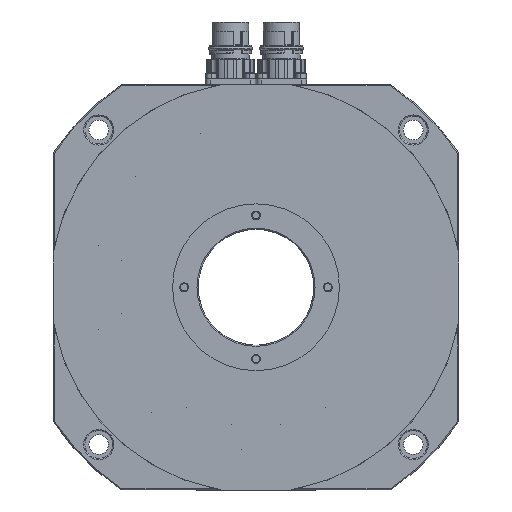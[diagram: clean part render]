
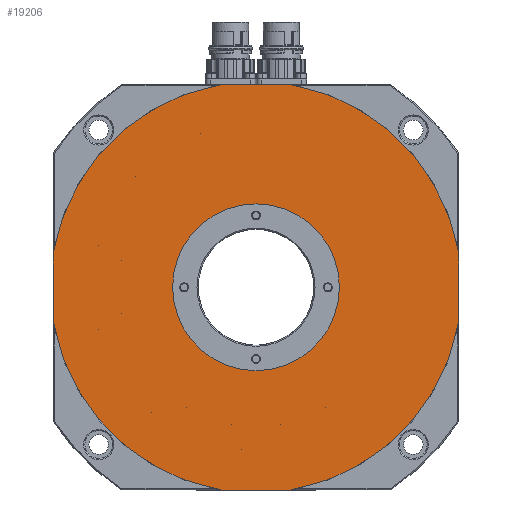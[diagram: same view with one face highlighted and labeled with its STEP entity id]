
A CAD part, left-side view. The second image highlights one B-rep face of the part: STEP entity #19206.
In plain terms, the highlighted planar face has unit normal (-1, 0, 0).
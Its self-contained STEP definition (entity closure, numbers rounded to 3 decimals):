
#217 = CIRCLE ( 'NONE', #43151, 36. ) ;
#2233 = EDGE_CURVE ( 'NONE', #69986, #17414, #58790, .T. ) ;
#3559 = EDGE_CURVE ( 'NONE', #113630, #34010, #77789, .T. ) ;
#4584 = CARTESIAN_POINT ( 'NONE',  ( -27.5, -87.5, 87.5 ) ) ;
#4841 = CIRCLE ( 'NONE', #90535, 36. ) ;
#5183 = CARTESIAN_POINT ( 'NONE',  ( -27.5, -87.5, 14.843 ) ) ;
#5259 = ORIENTED_EDGE ( 'NONE', *, *, #61671, .F. ) ;
#6103 = EDGE_CURVE ( 'NONE', #34010, #69986, #57094, .T. ) ;
#7877 = CIRCLE ( 'NONE', #24020, 88.75 ) ;
#8093 = CARTESIAN_POINT ( 'NONE',  ( -27.5, -14.843, -87.5 ) ) ;
#9538 = CARTESIAN_POINT ( 'NONE',  ( -27.5, 87.5, 87.5 ) ) ;
#12475 = EDGE_LOOP ( 'NONE', ( #107629, #17608, #15001, #28253, #67170, #38912, #109465, #74349 ) ) ;
#13191 = FACE_BOUND ( 'NONE', #117236, .T. ) ;
#13220 = DIRECTION ( 'NONE',  ( -1., 0., 0. ) ) ;
#13471 = VERTEX_POINT ( 'NONE', #56144 ) ;
#15001 = ORIENTED_EDGE ( 'NONE', *, *, #6103, .T. ) ;
#16326 = DIRECTION ( 'NONE',  ( 0., 0., 1. ) ) ;
#17414 = VERTEX_POINT ( 'NONE', #29855 ) ;
#17608 = ORIENTED_EDGE ( 'NONE', *, *, #3559, .T. ) ;
#19049 = LINE ( 'NONE', #100605, #24778 ) ;
#19206 = ADVANCED_FACE ( 'NONE', ( #103119, #13191 ), #21153, .T. ) ;
#19609 = DIRECTION ( 'NONE',  ( 0., 1., 0. ) ) ;
#20235 = CARTESIAN_POINT ( 'NONE',  ( -27.5, 0., 0. ) ) ;
#20473 = VECTOR ( 'NONE', #76850, 1000. ) ;
#21153 = PLANE ( 'NONE',  #56773 ) ;
#21457 = CARTESIAN_POINT ( 'NONE',  ( -27.5, 0., -36. ) ) ;
#24020 = AXIS2_PLACEMENT_3D ( 'NONE', #57173, #66311, #93738 ) ;
#24778 = VECTOR ( 'NONE', #37234, 1000. ) ;
#28253 = ORIENTED_EDGE ( 'NONE', *, *, #2233, .T. ) ;
#28273 = DIRECTION ( 'NONE',  ( -1., 0., 0. ) ) ;
#29855 = CARTESIAN_POINT ( 'NONE',  ( -27.5, 14.843, -87.5 ) ) ;
#34010 = VERTEX_POINT ( 'NONE', #39298 ) ;
#37234 = DIRECTION ( 'NONE',  ( 0., -1., 0. ) ) ;
#37770 = AXIS2_PLACEMENT_3D ( 'NONE', #77712, #41041, #40263 ) ;
#38912 = ORIENTED_EDGE ( 'NONE', *, *, #74556, .T. ) ;
#39105 = LINE ( 'NONE', #4584, #20473 ) ;
#39182 = DIRECTION ( 'NONE',  ( -1., 0., 0. ) ) ;
#39298 = CARTESIAN_POINT ( 'NONE',  ( -27.5, 87.5, 14.843 ) ) ;
#40052 = CARTESIAN_POINT ( 'NONE',  ( -27.5, 0., 0. ) ) ;
#40263 = DIRECTION ( 'NONE',  ( 0., 0., 1. ) ) ;
#41041 = DIRECTION ( 'NONE',  ( -1., 0., 0. ) ) ;
#43151 = AXIS2_PLACEMENT_3D ( 'NONE', #80772, #72445, #90688 ) ;
#47115 = DIRECTION ( 'NONE',  ( 0., 0., 1. ) ) ;
#47480 = VECTOR ( 'NONE', #19609, 1000. ) ;
#48229 = ORIENTED_EDGE ( 'NONE', *, *, #78223, .F. ) ;
#48455 = AXIS2_PLACEMENT_3D ( 'NONE', #61494, #79784, #16326 ) ;
#49983 = VERTEX_POINT ( 'NONE', #60347 ) ;
#54354 = DIRECTION ( 'NONE',  ( 0., 0., -1. ) ) ;
#55434 = VERTEX_POINT ( 'NONE', #5183 ) ;
#56144 = CARTESIAN_POINT ( 'NONE',  ( -27.5, -87.5, -14.843 ) ) ;
#56773 = AXIS2_PLACEMENT_3D ( 'NONE', #93784, #39182, #57606 ) ;
#57094 = LINE ( 'NONE', #9538, #85446 ) ;
#57173 = CARTESIAN_POINT ( 'NONE',  ( -27.5, 0., 0. ) ) ;
#57606 = DIRECTION ( 'NONE',  ( 0., 0., 1. ) ) ;
#58790 = CIRCLE ( 'NONE', #48455, 88.75 ) ;
#60347 = CARTESIAN_POINT ( 'NONE',  ( -27.5, 0., 36. ) ) ;
#61494 = CARTESIAN_POINT ( 'NONE',  ( -27.5, 0., 0. ) ) ;
#61671 = EDGE_CURVE ( 'NONE', #49983, #82809, #4841, .T. ) ;
#64697 = CIRCLE ( 'NONE', #64989, 88.75 ) ;
#64989 = AXIS2_PLACEMENT_3D ( 'NONE', #20235, #28273, #47115 ) ;
#66300 = VERTEX_POINT ( 'NONE', #8093 ) ;
#66311 = DIRECTION ( 'NONE',  ( -1., 0., 0. ) ) ;
#66972 = CARTESIAN_POINT ( 'NONE',  ( -27.5, 87.5, -14.843 ) ) ;
#67170 = ORIENTED_EDGE ( 'NONE', *, *, #99689, .T. ) ;
#68748 = DIRECTION ( 'NONE',  ( 0., 0., 1. ) ) ;
#69986 = VERTEX_POINT ( 'NONE', #66972 ) ;
#71200 = CARTESIAN_POINT ( 'NONE',  ( -27.5, 87.5, 87.5 ) ) ;
#71518 = EDGE_CURVE ( 'NONE', #55434, #100264, #7877, .T. ) ;
#72445 = DIRECTION ( 'NONE',  ( -1., 0., 0. ) ) ;
#74349 = ORIENTED_EDGE ( 'NONE', *, *, #71518, .T. ) ;
#74556 = EDGE_CURVE ( 'NONE', #66300, #13471, #64697, .T. ) ;
#76850 = DIRECTION ( 'NONE',  ( 0., 0., 1. ) ) ;
#77712 = CARTESIAN_POINT ( 'NONE',  ( -27.5, 0., 0. ) ) ;
#77789 = CIRCLE ( 'NONE', #37770, 88.75 ) ;
#78223 = EDGE_CURVE ( 'NONE', #82809, #49983, #217, .T. ) ;
#79784 = DIRECTION ( 'NONE',  ( -1., 0., 0. ) ) ;
#80772 = CARTESIAN_POINT ( 'NONE',  ( -27.5, 0., 0. ) ) ;
#82809 = VERTEX_POINT ( 'NONE', #21457 ) ;
#85446 = VECTOR ( 'NONE', #54354, 1000. ) ;
#90535 = AXIS2_PLACEMENT_3D ( 'NONE', #40052, #13220, #68748 ) ;
#90688 = DIRECTION ( 'NONE',  ( 0., 0., 1. ) ) ;
#93738 = DIRECTION ( 'NONE',  ( 0., 0., 1. ) ) ;
#93784 = CARTESIAN_POINT ( 'NONE',  ( -27.5, 0., 0. ) ) ;
#94971 = CARTESIAN_POINT ( 'NONE',  ( -27.5, 14.843, 87.5 ) ) ;
#99689 = EDGE_CURVE ( 'NONE', #17414, #66300, #19049, .T. ) ;
#100264 = VERTEX_POINT ( 'NONE', #113206 ) ;
#100605 = CARTESIAN_POINT ( 'NONE',  ( -27.5, 87.5, -87.5 ) ) ;
#103119 = FACE_OUTER_BOUND ( 'NONE', #12475, .T. ) ;
#104502 = LINE ( 'NONE', #71200, #47480 ) ;
#107629 = ORIENTED_EDGE ( 'NONE', *, *, #112345, .T. ) ;
#109465 = ORIENTED_EDGE ( 'NONE', *, *, #114560, .T. ) ;
#112345 = EDGE_CURVE ( 'NONE', #100264, #113630, #104502, .T. ) ;
#113206 = CARTESIAN_POINT ( 'NONE',  ( -27.5, -14.843, 87.5 ) ) ;
#113630 = VERTEX_POINT ( 'NONE', #94971 ) ;
#114560 = EDGE_CURVE ( 'NONE', #13471, #55434, #39105, .T. ) ;
#117236 = EDGE_LOOP ( 'NONE', ( #48229, #5259 ) ) ;
